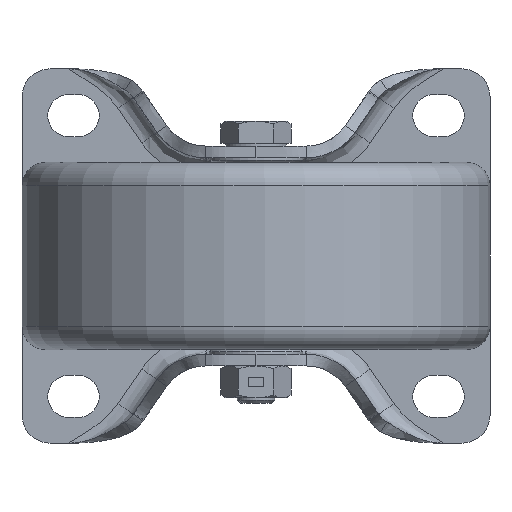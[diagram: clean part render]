
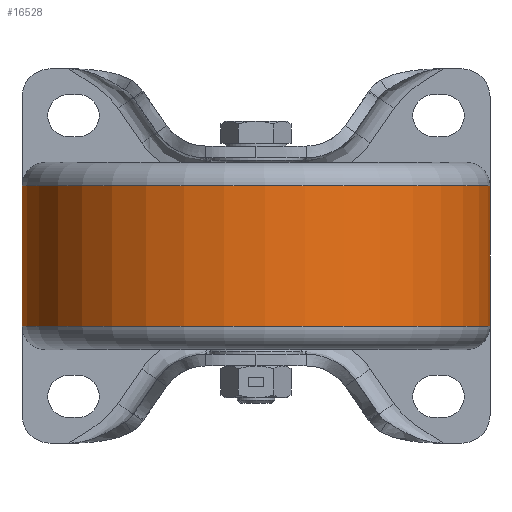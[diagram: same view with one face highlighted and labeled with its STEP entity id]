
A CAD part, front view. The second image highlights one B-rep face of the part: STEP entity #16528.
In plain terms, the highlighted cylindrical face has radius 50 mm (diameter 100 mm), a partial arc.
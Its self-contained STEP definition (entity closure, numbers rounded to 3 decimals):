
#1010 = CARTESIAN_POINT ( 'NONE',  ( -49.967, -76.828, -15. ) ) ;
#2518 = CARTESIAN_POINT ( 'NONE',  ( 0., -75., -15. ) ) ;
#2891 = CYLINDRICAL_SURFACE ( 'NONE', #17063, 50. ) ;
#3384 = CARTESIAN_POINT ( 'NONE',  ( 0., -75., 40.585 ) ) ;
#3553 = CARTESIAN_POINT ( 'NONE',  ( 49.967, -73.172, 40.585 ) ) ;
#4892 = CARTESIAN_POINT ( 'NONE',  ( 0., -75., 15. ) ) ;
#6451 = ORIENTED_EDGE ( 'NONE', *, *, #11507, .F. ) ;
#6760 = VERTEX_POINT ( 'NONE', #1010 ) ;
#7268 = DIRECTION ( 'NONE',  ( 0., 0., -1. ) ) ;
#8248 = DIRECTION ( 'NONE',  ( 0., 0., 1. ) ) ;
#8788 = ORIENTED_EDGE ( 'NONE', *, *, #19173, .T. ) ;
#9005 = EDGE_CURVE ( 'NONE', #6760, #16362, #11656, .T. ) ;
#9774 = DIRECTION ( 'NONE',  ( 0., 0., 1. ) ) ;
#11507 = EDGE_CURVE ( 'NONE', #6760, #21656, #11704, .T. ) ;
#11585 = CARTESIAN_POINT ( 'NONE',  ( 49.967, -73.172, 15. ) ) ;
#11656 = CIRCLE ( 'NONE', #22292, 50. ) ;
#11704 = LINE ( 'NONE', #28792, #20049 ) ;
#14697 = DIRECTION ( 'NONE',  ( -0.999, -0.037, 0. ) ) ;
#15146 = AXIS2_PLACEMENT_3D ( 'NONE', #4892, #7268, #14697 ) ;
#16362 = VERTEX_POINT ( 'NONE', #28534 ) ;
#16528 = ADVANCED_FACE ( 'NONE', ( #29319 ), #2891, .T. ) ;
#17063 = AXIS2_PLACEMENT_3D ( 'NONE', #3384, #8248, #28026 ) ;
#17268 = ORIENTED_EDGE ( 'NONE', *, *, #9005, .T. ) ;
#18042 = LINE ( 'NONE', #3553, #21340 ) ;
#19173 = EDGE_CURVE ( 'NONE', #24570, #21656, #20744, .T. ) ;
#19989 = DIRECTION ( 'NONE',  ( 0., 0., 1. ) ) ;
#20049 = VECTOR ( 'NONE', #30854, 1000. ) ;
#20744 = CIRCLE ( 'NONE', #15146, 50. ) ;
#21340 = VECTOR ( 'NONE', #19989, 1000. ) ;
#21588 = EDGE_LOOP ( 'NONE', ( #6451, #17268, #28813, #8788 ) ) ;
#21656 = VERTEX_POINT ( 'NONE', #26617 ) ;
#22286 = EDGE_CURVE ( 'NONE', #16362, #24570, #18042, .T. ) ;
#22292 = AXIS2_PLACEMENT_3D ( 'NONE', #2518, #9774, #29097 ) ;
#24570 = VERTEX_POINT ( 'NONE', #11585 ) ;
#26617 = CARTESIAN_POINT ( 'NONE',  ( -49.967, -76.828, 15. ) ) ;
#28026 = DIRECTION ( 'NONE',  ( 0.999, 0.037, 0. ) ) ;
#28534 = CARTESIAN_POINT ( 'NONE',  ( 49.967, -73.172, -15. ) ) ;
#28792 = CARTESIAN_POINT ( 'NONE',  ( -49.967, -76.828, 40.585 ) ) ;
#28813 = ORIENTED_EDGE ( 'NONE', *, *, #22286, .T. ) ;
#29097 = DIRECTION ( 'NONE',  ( 0.999, 0.037, 0. ) ) ;
#29319 = FACE_OUTER_BOUND ( 'NONE', #21588, .T. ) ;
#30854 = DIRECTION ( 'NONE',  ( 0., 0., 1. ) ) ;
